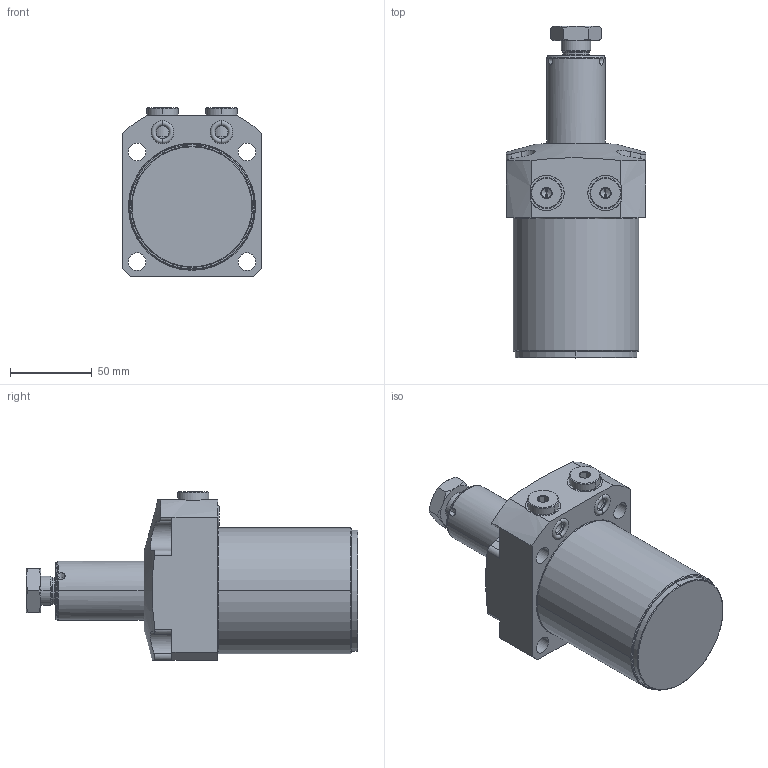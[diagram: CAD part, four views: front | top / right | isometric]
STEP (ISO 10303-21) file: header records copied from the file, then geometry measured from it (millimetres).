
FILE_DESCRIPTION((''),'2;1');
FILE_NAME('ILCML1406300L','2013-07-10T',('QAM'),(''),'PRO/ENGINEER BY PARAMETRIC TECHNOLOGY CORPORATION, 2007460','PRO/ENGINEER BY PARAMETRIC TECHNOLOGY CORPORATION, 2007460','');
FILE_SCHEMA(('AUTOMOTIVE_DESIGN_CC2 { 1 2 10303 214 -1 1 5 2 }'));
Length unit declared in the file: millimetre
Products named in the file (1): ILCML1406300L
Bounding box: 85 x 202.5 x 103.05 mm (x, y, z)
Volume: 772492.9 mm3; surface area: 67494.1 mm2
Topology: 3 solids, 7 shells, 205 faces, 494 edges, 303 vertices
Faces by surface type: cylinder 68, plane 68, cone 48, torus 21
Entity records: 7911 total; most frequent: CARTESIAN_POINT 1526, DIRECTION 1032, ORIENTED_EDGE 952, PRESENTATION_STYLE_ASSIGNMENT 491, STYLED_ITEM 491, CURVE_STYLE 484, EDGE_CURVE 484, AXIS2_PLACEMENT_3D 426
